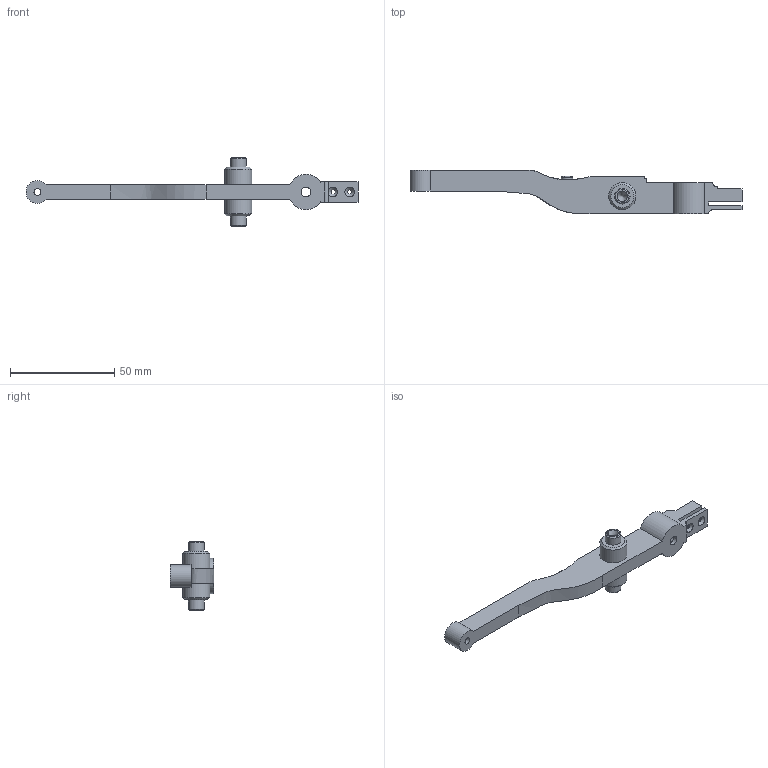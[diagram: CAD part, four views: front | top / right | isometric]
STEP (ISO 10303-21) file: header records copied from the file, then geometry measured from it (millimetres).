
FILE_DESCRIPTION(/* description */ (''),/* implementation_level */ '2;1');
FILE_NAME(/* name */ '02-01-Arm v10.step',/* time_stamp */ '2024-01-20T11:10:08+01:00',/* author */ (''),/* organization */ (''),/* preprocessor_version */ 'ST-DEVELOPER v20',/* originating_system */ 'Autodesk Translation Framework v12.14.0.127',/* authorisation */ '');
FILE_SCHEMA (('AUTOMOTIVE_DESIGN { 1 0 10303 214 3 1 1 }'));
Length unit declared in the file: millimetre
Products named in the file (1): 02-01-Arm
Bounding box: 159.48 x 21.08 x 33 mm (x, y, z)
Volume: 17539.7 mm3; surface area: 9265.7 mm2
Topology: 2 solids, 2 shells, 67 faces, 161 edges, 105 vertices
Faces by surface type: plane 32, cylinder 22, cone 9, bspline 3, torus 1
Full cylindrical faces by diameter (mm): 2 x1, 2.1 x7, 3.3 x1, 4.5 x1, 5.5 x1, 7.5 x2, 13 x3
Entity records: 2241 total; most frequent: CARTESIAN_POINT 610, DIRECTION 333, ORIENTED_EDGE 318, EDGE_CURVE 159, AXIS2_PLACEMENT_3D 120, VERTEX_POINT 105, LINE 93, VECTOR 93
